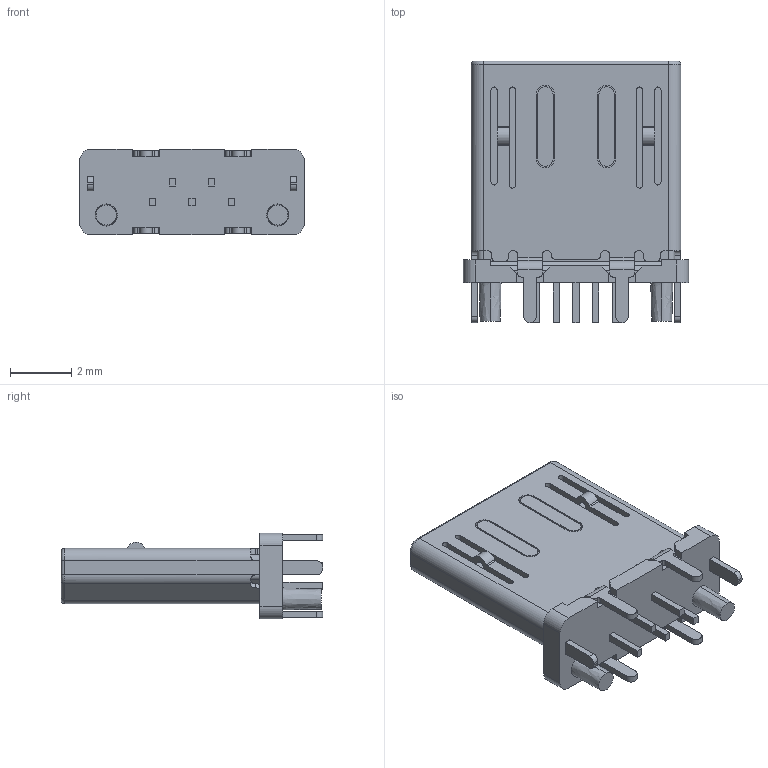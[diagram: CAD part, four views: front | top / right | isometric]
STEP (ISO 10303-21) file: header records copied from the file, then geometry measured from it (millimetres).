
FILE_DESCRIPTION (( 'STEP AP214' ), '1' );
FILE_NAME ('USB3150-30-130-A.STEP', '2018-02-16T22:11:29', ( '' ), ( '' ), 'SwSTEP 2.0', 'SolidWorks 2017', '' );
FILE_SCHEMA (( 'AUTOMOTIVE_DESIGN' ));
Length unit declared in the file: millimetre
Products named in the file (1): USB3150-30-130-A
Bounding box: 7.35 x 8.53 x 2.8 mm (x, y, z)
Volume: 83.8 mm3; surface area: 402.6 mm2
Topology: 7 solids, 7 shells, 401 faces, 1097 edges, 714 vertices
Faces by surface type: plane 235, cylinder 150, torus 12, bspline 4
Entity records: 13180 total; most frequent: CARTESIAN_POINT 2692, ORIENTED_EDGE 2194, DIRECTION 2167, EDGE_CURVE 1097, LINE 779, VECTOR 779, VERTEX_POINT 714, AXIS2_PLACEMENT_3D 694
